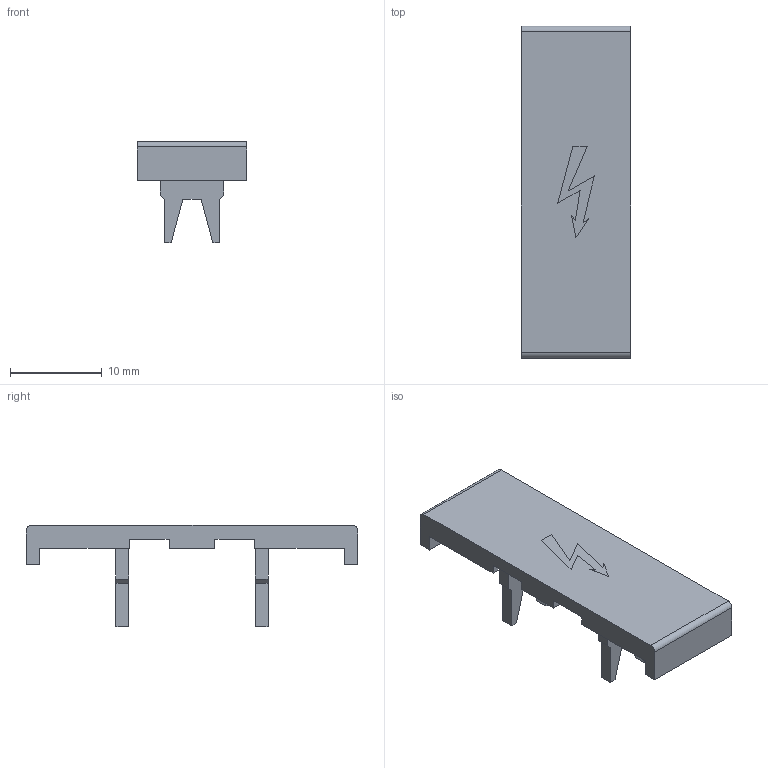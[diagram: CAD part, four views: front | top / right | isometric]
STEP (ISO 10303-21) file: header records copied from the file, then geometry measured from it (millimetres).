
FILE_DESCRIPTION(('CATIA V5 STEP Exchange','CAx-IF Rec.Pracs.--- Model Styling and Organization---1.4--- 2014-01-23'),'2;1');
FILE_NAME ('108672-6_0_2445090000_2445090000_WAD_12_B_GE-SW.stp','2021-09-17T12:00:22+00:00',('none'),('Weidmueller'),'CATIA Version 5-6 Release 2016 SP3 HF44','CATIA V5 STEP AP214','none');
FILE_SCHEMA(('AUTOMOTIVE_DESIGN { 1 0 10303 214 1 1 1 1 }'));
Length unit declared in the file: millimetre
Products named in the file (1): 62737_WAD_12_B
Bounding box: 11.9 x 36.2 x 11.03 mm (x, y, z)
Volume: 911.9 mm3; surface area: 1534.5 mm2
Topology: 2 solids, 2 shells, 71 faces, 195 edges, 130 vertices
Faces by surface type: plane 69, cylinder 2
Entity records: 2157 total; most frequent: ORIENTED_EDGE 390, CARTESIAN_POINT 381, DIRECTION 305, EDGE_CURVE 195, VECTOR 191, LINE 191, VERTEX_POINT 130, EDGE_LOOP 73
